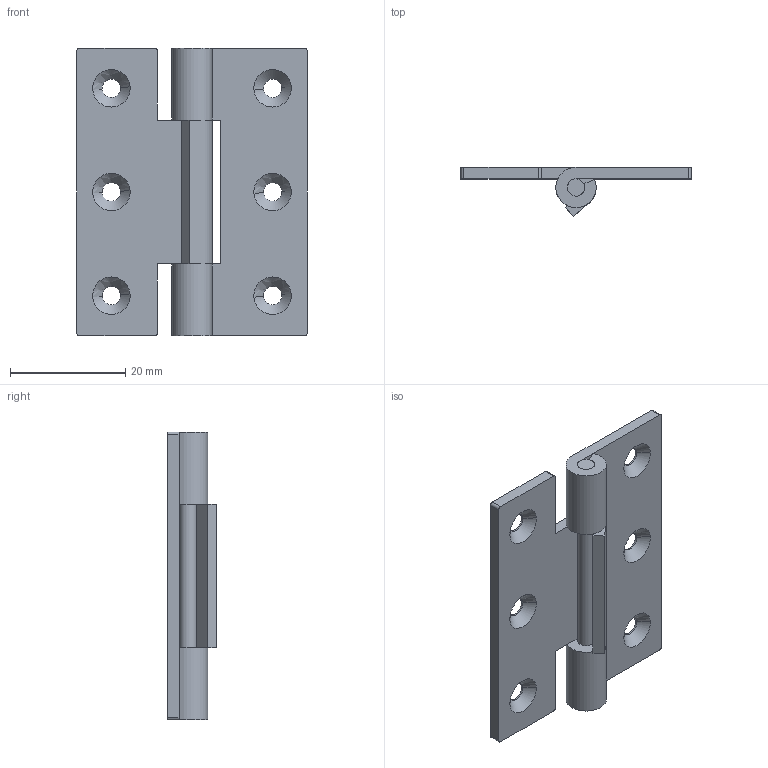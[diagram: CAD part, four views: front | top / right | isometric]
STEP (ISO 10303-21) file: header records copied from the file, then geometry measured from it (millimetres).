
FILE_DESCRIPTION( (''), '2;1');
FILE_NAME ('PC007.53372.TH_20SUS_23861.stp','2025-08-25T14:45:05',(''),(''),'spGate 19.8.4 (****-****-****-****)','','');
FILE_SCHEMA (('AUTOMOTIVE_DESIGN'));
Length unit declared in the file: millimetre
Products named in the file (4): Assembly; shaft; hinge piece_B; hinge piece_A
Assembly tree (3 placements, depth 2):
  Assembly
    shaft
    hinge piece_B
    hinge piece_A
Bounding box: 40 x 8.5 x 50 mm (x, y, z)
Volume: 4723.8 mm3; surface area: 5769.1 mm2
Topology: 3 solids, 3 shells, 62 faces, 194 edges, 138 vertices
Faces by surface type: cylinder 26, plane 24, bspline 12
Entity records: 3926 total; most frequent: CARTESIAN_POINT 572, DIRECTION 398, ORIENTED_EDGE 388, COLOUR_RGB 259, PRESENTATION_STYLE_ASSIGNMENT 259, STYLED_ITEM 259, EDGE_CURVE 194, DRAUGHTING_PRE_DEFINED_CURVE_FONT 194
